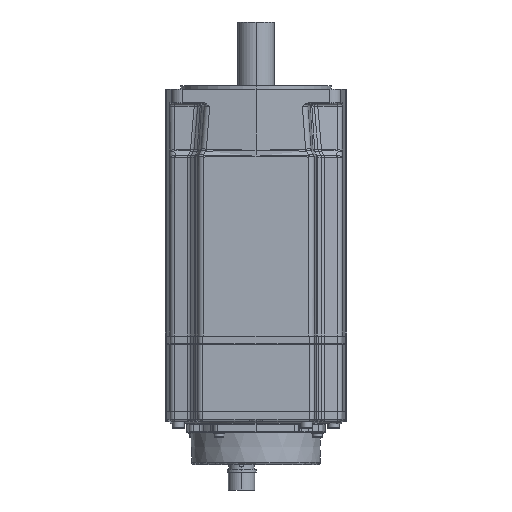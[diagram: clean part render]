
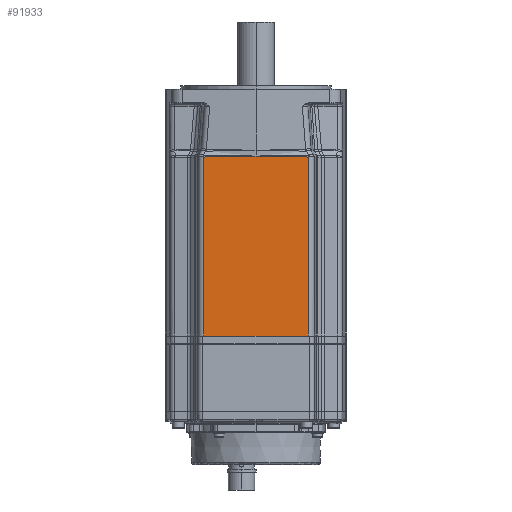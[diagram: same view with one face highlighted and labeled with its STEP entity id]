
A CAD part, front view. The second image highlights one B-rep face of the part: STEP entity #91933.
In plain terms, the highlighted planar face has unit normal (0, -1, 0).
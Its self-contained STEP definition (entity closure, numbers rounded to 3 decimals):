
#35035=DIRECTION('',(0.,0.,1.));
#35036=VECTOR('',#35035,154.465);
#35037=CARTESIAN_POINT('',(45.147,-77.5,0.));
#35038=LINE('',#35037,#35036);
#35832=CARTESIAN_POINT('',(45.147,-77.5,154.465));
#35833=CARTESIAN_POINT('',(40.69,-77.5,154.536));
#35834=CARTESIAN_POINT('',(31.403,-77.5,154.692));
#35835=CARTESIAN_POINT('',(16.294,-77.5,154.975));
#35836=CARTESIAN_POINT('',(5.549,-77.5,155.19));
#35837=CARTESIAN_POINT('',(0.,-77.5,155.3));
#35857=CARTESIAN_POINT('',(-45.147,-77.5,
154.465));
#35881=DIRECTION('',(0.,0.,-1.));
#35882=VECTOR('',#35881,154.465);
#35883=CARTESIAN_POINT('',(-45.147,-77.5,
154.465));
#35884=LINE('',#35883,#35882);
#36813=DIRECTION('',(1.,0.,0.));
#36814=VECTOR('',#36813,90.294);
#36815=CARTESIAN_POINT('',(-45.147,-77.5,0.));
#36816=LINE('',#36815,#36814);
#36817=CARTESIAN_POINT('',(0.,-77.5,155.3));
#36818=CARTESIAN_POINT('',(-5.549,-77.5,155.19));
#36819=CARTESIAN_POINT('',(-16.294,-77.5,
154.975));
#36820=CARTESIAN_POINT('',(-31.403,-77.5,
154.692));
#36821=CARTESIAN_POINT('',(-40.69,-77.5,
154.536));
#36822=CARTESIAN_POINT('',(-45.147,-77.5,
154.465));
#44874=VERTEX_POINT('',#35857);
#44876=VERTEX_POINT('',#36817);
#44878=VERTEX_POINT('',#35832);
#45139=CARTESIAN_POINT('',(-45.147,-77.5,0.));
#45140=CARTESIAN_POINT('',(45.147,-77.5,0.));
#45141=VERTEX_POINT('',#45139);
#45142=VERTEX_POINT('',#45140);
#91920=CARTESIAN_POINT('',(-77.5,-77.5,214.8));
#91921=DIRECTION('',(0.,-1.,0.));
#91922=DIRECTION('',(1.,0.,0.));
#91923=AXIS2_PLACEMENT_3D('',#91920,#91921,#91922);
#91924=PLANE('',#91923);
#91925=ORIENTED_EDGE('',*,*,#89338,.F.);
#91926=ORIENTED_EDGE('',*,*,#90571,.F.);
#91928=ORIENTED_EDGE('',*,*,#91927,.F.);
#91929=ORIENTED_EDGE('',*,*,#90454,.F.);
#91930=ORIENTED_EDGE('',*,*,#89317,.F.);
#91931=EDGE_LOOP('',(#91925,#91926,#91928,#91929,#91930));
#91932=FACE_OUTER_BOUND('',#91931,.F.);
#91933=ADVANCED_FACE('',(#91932),#91924,.T.);
#35838=B_SPLINE_CURVE_WITH_KNOTS('',3,(#35832,#35833,#35834,#35835,#35836,
#35837),.UNSPECIFIED.,.F.,.F.,(4,1,1,4),(0.,0.333,
0.667,1.),.UNSPECIFIED.);
#36823=B_SPLINE_CURVE_WITH_KNOTS('',3,(#36817,#36818,#36819,#36820,#36821,
#36822),.UNSPECIFIED.,.F.,.F.,(4,1,1,4),(0.,0.333,
0.667,1.),.UNSPECIFIED.);
#89317=EDGE_CURVE('',#45142,#44878,#35038,.T.);
#89338=EDGE_CURVE('',#45141,#45142,#36816,.T.);
#90454=EDGE_CURVE('',#44878,#44876,#35838,.T.);
#90571=EDGE_CURVE('',#44874,#45141,#35884,.T.);
#91927=EDGE_CURVE('',#44876,#44874,#36823,.T.);
